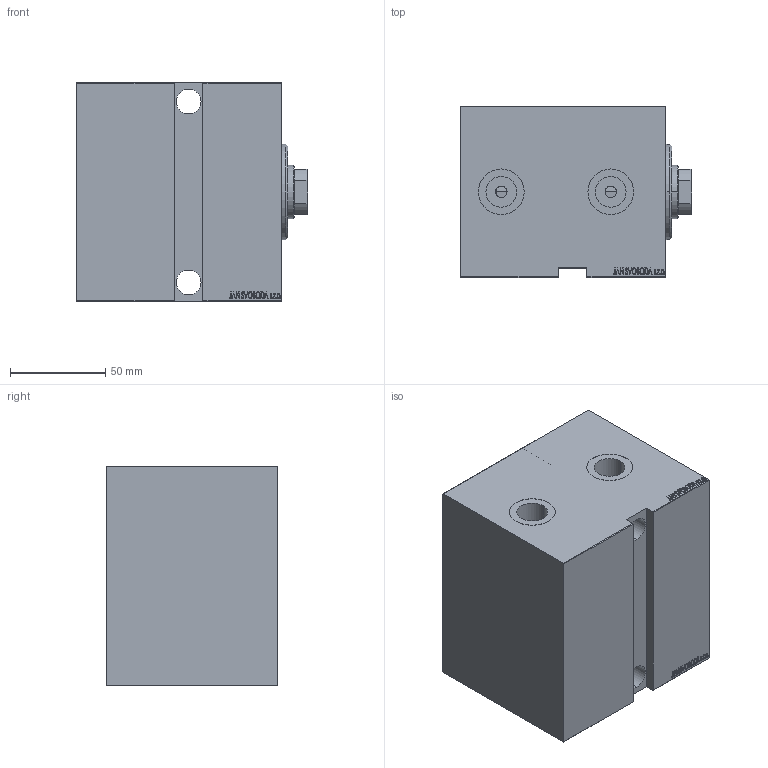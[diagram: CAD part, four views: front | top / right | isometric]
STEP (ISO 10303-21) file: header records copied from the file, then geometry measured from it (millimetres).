
FILE_DESCRIPTION (( 'STEP AP203' ), '1' );
FILE_NAME ('4fea.STEP', '2021-03-18T20:32:13', ( '' ), ( '' ), 'SwSTEP 2.0', 'SolidWorks 2019', '' );
FILE_SCHEMA (( 'CONFIG_CONTROL_DESIGN' ));
Length unit declared in the file: millimetre
Products named in the file (4): 4fea; V450CM_VC_B 17f6ffd9fc1a946f3d55d65ddf783810; V450CM_E 17f6ffd9fc1a946f3d55d65ddf783810; V450CM_E_VCP 17f6ffd9fc1a946f3d55d65ddf783810
Assembly tree (3 placements, depth 2):
  4fea
    V450CM_E 17f6ffd9fc1a946f3d55d65ddf783810
    V450CM_E_VCP 17f6ffd9fc1a946f3d55d65ddf783810
    V450CM_VC_B 17f6ffd9fc1a946f3d55d65ddf783810
Bounding box: 121.5 x 90 x 115 mm (x, y, z)
Volume: 969286.2 mm3; surface area: 127442.2 mm2
Topology: 3 solids, 3 shells, 850 faces, 2190 edges, 1452 vertices
Faces by surface type: plane 410, bspline 380, cylinder 46, cone 14
Entity records: 43084 total; most frequent: CARTESIAN_POINT 24472, ORIENTED_EDGE 4376, DIRECTION 2474, EDGE_CURVE 2188, VERTEX_POINT 1452, LINE 1310, VECTOR 1310, EDGE_LOOP 968
